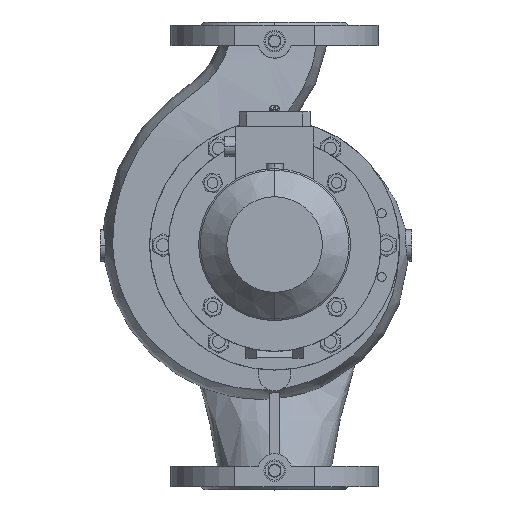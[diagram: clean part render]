
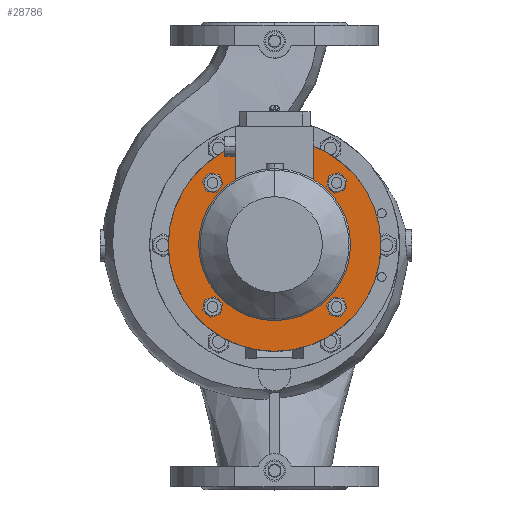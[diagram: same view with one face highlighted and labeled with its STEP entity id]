
A CAD part, top view. The second image highlights one B-rep face of the part: STEP entity #28786.
In plain terms, the highlighted planar face has unit normal (0, 0, 1).
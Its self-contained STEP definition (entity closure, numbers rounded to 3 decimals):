
#60 = ORIENTED_EDGE ( 'NONE', *, *, #9707, .T. ) ;
#455 = CARTESIAN_POINT ( 'NONE',  ( 0., 100., 176. ) ) ;
#531 = CARTESIAN_POINT ( 'NONE',  ( 56.934, 50.384, 176. ) ) ;
#534 = CARTESIAN_POINT ( 'NONE',  ( -50.384, 56.934, 176. ) ) ;
#1258 = FACE_BOUND ( 'NONE', #22037, .T. ) ;
#1637 = DIRECTION ( 'NONE',  ( 0., -1., 0. ) ) ;
#2184 = VERTEX_POINT ( 'NONE', #32072 ) ;
#2277 = EDGE_CURVE ( 'NONE', #8105, #17742, #7254, .T. ) ;
#2651 = CARTESIAN_POINT ( 'NONE',  ( 0., 0., 176. ) ) ;
#2758 = DIRECTION ( 'NONE',  ( 0., 0., 1. ) ) ;
#2854 = EDGE_CURVE ( 'NONE', #16363, #6263, #30470, .T. ) ;
#3372 = DIRECTION ( 'NONE',  ( 0., -1., 0. ) ) ;
#3466 = ORIENTED_EDGE ( 'NONE', *, *, #8538, .F. ) ;
#3622 = AXIS2_PLACEMENT_3D ( 'NONE', #27406, #29864, #1637 ) ;
#3914 = CARTESIAN_POINT ( 'NONE',  ( 0., 0., 176. ) ) ;
#3994 = CARTESIAN_POINT ( 'NONE',  ( -58.336, 58.336, 176. ) ) ;
#4374 = AXIS2_PLACEMENT_3D ( 'NONE', #7275, #17256, #25109 ) ;
#5109 = VERTEX_POINT ( 'NONE', #23592 ) ;
#5193 = AXIS2_PLACEMENT_3D ( 'NONE', #3994, #32238, #21970 ) ;
#5282 = EDGE_LOOP ( 'NONE', ( #27825, #32030 ) ) ;
#5538 = DIRECTION ( 'NONE',  ( 0., 0., -1. ) ) ;
#5639 = VERTEX_POINT ( 'NONE', #20880 ) ;
#6055 = ORIENTED_EDGE ( 'NONE', *, *, #18929, .T. ) ;
#6127 = VERTEX_POINT ( 'NONE', #30743 ) ;
#6263 = VERTEX_POINT ( 'NONE', #23924 ) ;
#6560 = ORIENTED_EDGE ( 'NONE', *, *, #2277, .T. ) ;
#6586 = CIRCLE ( 'NONE', #7944, 100. ) ;
#7254 = CIRCLE ( 'NONE', #24493, 8.075 ) ;
#7275 = CARTESIAN_POINT ( 'NONE',  ( 58.336, 58.336, 176. ) ) ;
#7944 = AXIS2_PLACEMENT_3D ( 'NONE', #12675, #20348, #17521 ) ;
#8105 = VERTEX_POINT ( 'NONE', #18447 ) ;
#8402 = DIRECTION ( 'NONE',  ( 0., -1., 0. ) ) ;
#8536 = DIRECTION ( 'NONE',  ( 0., 0., 1. ) ) ;
#8538 = EDGE_CURVE ( 'NONE', #21459, #5639, #19131, .T. ) ;
#8623 = DIRECTION ( 'NONE',  ( 0., 0., 1. ) ) ;
#8819 = EDGE_LOOP ( 'NONE', ( #20414, #17460 ) ) ;
#9591 = DIRECTION ( 'NONE',  ( 0., -1., 0. ) ) ;
#9707 = EDGE_CURVE ( 'NONE', #2184, #6127, #12587, .T. ) ;
#9732 = CIRCLE ( 'NONE', #5193, 8.075 ) ;
#9896 = AXIS2_PLACEMENT_3D ( 'NONE', #3914, #26890, #16912 ) ;
#10751 = CARTESIAN_POINT ( 'NONE',  ( 58.336, -58.336, 176. ) ) ;
#11124 = CARTESIAN_POINT ( 'NONE',  ( 0., 100., 176. ) ) ;
#11150 = EDGE_LOOP ( 'NONE', ( #60, #18406 ) ) ;
#11285 = EDGE_CURVE ( 'NONE', #6263, #16363, #29408, .T. ) ;
#11496 = ORIENTED_EDGE ( 'NONE', *, *, #24479, .F. ) ;
#11878 = DIRECTION ( 'NONE',  ( 0., 0., -1. ) ) ;
#12587 = CIRCLE ( 'NONE', #14536, 70. ) ;
#12675 = CARTESIAN_POINT ( 'NONE',  ( 0., 0., 176. ) ) ;
#13897 = CARTESIAN_POINT ( 'NONE',  ( -58.336, -58.336, 176. ) ) ;
#14068 = FACE_BOUND ( 'NONE', #11150, .T. ) ;
#14270 = AXIS2_PLACEMENT_3D ( 'NONE', #25972, #2758, #26539 ) ;
#14430 = CIRCLE ( 'NONE', #19600, 70. ) ;
#14536 = AXIS2_PLACEMENT_3D ( 'NONE', #18566, #5538, #18217 ) ;
#15028 = AXIS2_PLACEMENT_3D ( 'NONE', #29754, #22530, #9591 ) ;
#15046 = ORIENTED_EDGE ( 'NONE', *, *, #20511, .F. ) ;
#15077 = EDGE_LOOP ( 'NONE', ( #16658, #15046 ) ) ;
#15103 = DIRECTION ( 'NONE',  ( 0., 1., 0. ) ) ;
#15800 = DIRECTION ( 'NONE',  ( 0., -1., 0. ) ) ;
#16175 = EDGE_LOOP ( 'NONE', ( #3466, #11496 ) ) ;
#16363 = VERTEX_POINT ( 'NONE', #24101 ) ;
#16658 = ORIENTED_EDGE ( 'NONE', *, *, #27872, .F. ) ;
#16912 = DIRECTION ( 'NONE',  ( 0., 1., 0. ) ) ;
#16922 = FACE_OUTER_BOUND ( 'NONE', #5282, .T. ) ;
#17149 = CARTESIAN_POINT ( 'NONE',  ( 58.336, 58.336, 176. ) ) ;
#17256 = DIRECTION ( 'NONE',  ( 0., 0., -1. ) ) ;
#17460 = ORIENTED_EDGE ( 'NONE', *, *, #11285, .F. ) ;
#17521 = DIRECTION ( 'NONE',  ( 0., 1., 0. ) ) ;
#17742 = VERTEX_POINT ( 'NONE', #531 ) ;
#18217 = DIRECTION ( 'NONE',  ( 0., 1., 0. ) ) ;
#18406 = ORIENTED_EDGE ( 'NONE', *, *, #32009, .T. ) ;
#18447 = CARTESIAN_POINT ( 'NONE',  ( 59.739, 66.289, 176. ) ) ;
#18566 = CARTESIAN_POINT ( 'NONE',  ( 0., 0., 176. ) ) ;
#18929 = EDGE_CURVE ( 'NONE', #17742, #8105, #30170, .T. ) ;
#19131 = CIRCLE ( 'NONE', #26525, 8.075 ) ;
#19600 = AXIS2_PLACEMENT_3D ( 'NONE', #2651, #27993, #15103 ) ;
#20268 = VERTEX_POINT ( 'NONE', #30139 ) ;
#20348 = DIRECTION ( 'NONE',  ( 0., 0., -1. ) ) ;
#20414 = ORIENTED_EDGE ( 'NONE', *, *, #2854, .F. ) ;
#20511 = EDGE_CURVE ( 'NONE', #5109, #27713, #25703, .T. ) ;
#20880 = CARTESIAN_POINT ( 'NONE',  ( 66.289, -59.739, 176. ) ) ;
#21459 = VERTEX_POINT ( 'NONE', #25061 ) ;
#21816 = VERTEX_POINT ( 'NONE', #11124 ) ;
#21970 = DIRECTION ( 'NONE',  ( 0., -1., 0. ) ) ;
#22037 = EDGE_LOOP ( 'NONE', ( #6055, #6560 ) ) ;
#22218 = AXIS2_PLACEMENT_3D ( 'NONE', #455, #28570, #15800 ) ;
#22530 = DIRECTION ( 'NONE',  ( 0., 0., 1. ) ) ;
#23592 = CARTESIAN_POINT ( 'NONE',  ( -66.289, 59.739, 176. ) ) ;
#23768 = FACE_BOUND ( 'NONE', #16175, .T. ) ;
#23924 = CARTESIAN_POINT ( 'NONE',  ( -59.739, -66.289, 176. ) ) ;
#24101 = CARTESIAN_POINT ( 'NONE',  ( -56.934, -50.384, 176. ) ) ;
#24479 = EDGE_CURVE ( 'NONE', #5639, #21459, #31993, .T. ) ;
#24493 = AXIS2_PLACEMENT_3D ( 'NONE', #17149, #11878, #30011 ) ;
#25061 = CARTESIAN_POINT ( 'NONE',  ( 50.384, -56.934, 176. ) ) ;
#25109 = DIRECTION ( 'NONE',  ( 0., -1., 0. ) ) ;
#25419 = CIRCLE ( 'NONE', #9896, 100. ) ;
#25703 = CIRCLE ( 'NONE', #14270, 8.075 ) ;
#25972 = CARTESIAN_POINT ( 'NONE',  ( -58.336, 58.336, 176. ) ) ;
#26195 = AXIS2_PLACEMENT_3D ( 'NONE', #13897, #8536, #3372 ) ;
#26525 = AXIS2_PLACEMENT_3D ( 'NONE', #10751, #8623, #8402 ) ;
#26539 = DIRECTION ( 'NONE',  ( 0., -1., 0. ) ) ;
#26542 = EDGE_CURVE ( 'NONE', #20268, #21816, #6586, .T. ) ;
#26890 = DIRECTION ( 'NONE',  ( 0., 0., -1. ) ) ;
#27322 = EDGE_CURVE ( 'NONE', #21816, #20268, #25419, .T. ) ;
#27406 = CARTESIAN_POINT ( 'NONE',  ( 58.336, -58.336, 176. ) ) ;
#27713 = VERTEX_POINT ( 'NONE', #534 ) ;
#27736 = FACE_BOUND ( 'NONE', #8819, .T. ) ;
#27825 = ORIENTED_EDGE ( 'NONE', *, *, #27322, .F. ) ;
#27872 = EDGE_CURVE ( 'NONE', #27713, #5109, #9732, .T. ) ;
#27993 = DIRECTION ( 'NONE',  ( 0., 0., -1. ) ) ;
#28570 = DIRECTION ( 'NONE',  ( 0., 0., 1. ) ) ;
#28786 = ADVANCED_FACE ( 'NONE', ( #1258, #30519, #23768, #27736, #14068, #16922 ), #31588, .T. ) ;
#29408 = CIRCLE ( 'NONE', #26195, 8.075 ) ;
#29754 = CARTESIAN_POINT ( 'NONE',  ( -58.336, -58.336, 176. ) ) ;
#29864 = DIRECTION ( 'NONE',  ( 0., 0., 1. ) ) ;
#30011 = DIRECTION ( 'NONE',  ( 0., -1., 0. ) ) ;
#30139 = CARTESIAN_POINT ( 'NONE',  ( 0., -100., 176. ) ) ;
#30170 = CIRCLE ( 'NONE', #4374, 8.075 ) ;
#30470 = CIRCLE ( 'NONE', #15028, 8.075 ) ;
#30519 = FACE_BOUND ( 'NONE', #15077, .T. ) ;
#30743 = CARTESIAN_POINT ( 'NONE',  ( 0., -70., 176. ) ) ;
#31588 = PLANE ( 'NONE',  #22218 ) ;
#31993 = CIRCLE ( 'NONE', #3622, 8.075 ) ;
#32009 = EDGE_CURVE ( 'NONE', #6127, #2184, #14430, .T. ) ;
#32030 = ORIENTED_EDGE ( 'NONE', *, *, #26542, .F. ) ;
#32072 = CARTESIAN_POINT ( 'NONE',  ( 0., 70., 176. ) ) ;
#32238 = DIRECTION ( 'NONE',  ( 0., 0., 1. ) ) ;
